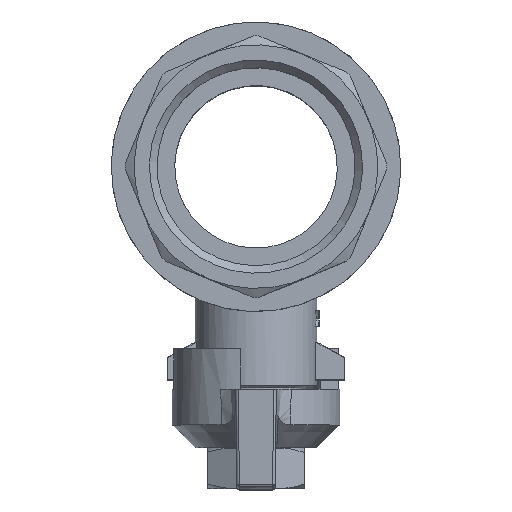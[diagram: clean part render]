
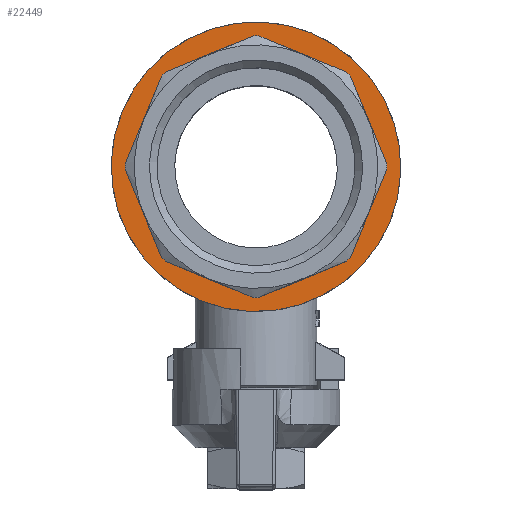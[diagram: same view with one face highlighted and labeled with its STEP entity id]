
A CAD part, top view. The second image highlights one B-rep face of the part: STEP entity #22449.
In plain terms, the highlighted planar face has unit normal (0, 0, 1).
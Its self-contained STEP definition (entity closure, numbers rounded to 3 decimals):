
#1917=PLANE('',#32295);
#3042=LINE('',#44225,#4424);
#3043=LINE('',#44229,#4425);
#3044=LINE('',#44233,#4426);
#3045=LINE('',#44237,#4427);
#3046=LINE('',#44241,#4428);
#3047=LINE('',#44245,#4429);
#3048=LINE('',#44249,#4430);
#3049=LINE('',#44253,#4431);
#4424=VECTOR('',#35799,1000.);
#4425=VECTOR('',#35802,1000.);
#4426=VECTOR('',#35805,1000.);
#4427=VECTOR('',#35808,1000.);
#4428=VECTOR('',#35811,1000.);
#4429=VECTOR('',#35814,1000.);
#4430=VECTOR('',#35817,1000.);
#4431=VECTOR('',#35820,1000.);
#5950=ORIENTED_EDGE('',*,*,#13029,.T.);
#5951=ORIENTED_EDGE('',*,*,#13031,.F.);
#5952=ORIENTED_EDGE('',*,*,#13032,.T.);
#5953=ORIENTED_EDGE('',*,*,#13033,.F.);
#5954=ORIENTED_EDGE('',*,*,#13034,.T.);
#5955=ORIENTED_EDGE('',*,*,#13035,.F.);
#5956=ORIENTED_EDGE('',*,*,#13036,.T.);
#5957=ORIENTED_EDGE('',*,*,#13037,.F.);
#5958=ORIENTED_EDGE('',*,*,#13038,.T.);
#5959=ORIENTED_EDGE('',*,*,#13039,.F.);
#5960=ORIENTED_EDGE('',*,*,#13040,.T.);
#5961=ORIENTED_EDGE('',*,*,#13041,.F.);
#5962=ORIENTED_EDGE('',*,*,#13042,.T.);
#5963=ORIENTED_EDGE('',*,*,#13043,.F.);
#5964=ORIENTED_EDGE('',*,*,#13044,.T.);
#5965=ORIENTED_EDGE('',*,*,#13045,.F.);
#5966=ORIENTED_EDGE('',*,*,#13046,.T.);
#13029=EDGE_CURVE('',#16589,#16589,#18952,.T.);
#13031=EDGE_CURVE('',#16591,#16592,#18954,.T.);
#13032=EDGE_CURVE('',#16591,#16593,#3042,.T.);
#13033=EDGE_CURVE('',#16594,#16593,#18955,.T.);
#13034=EDGE_CURVE('',#16594,#16595,#3043,.T.);
#13035=EDGE_CURVE('',#16596,#16595,#18956,.T.);
#13036=EDGE_CURVE('',#16596,#16597,#3044,.T.);
#13037=EDGE_CURVE('',#16598,#16597,#18957,.T.);
#13038=EDGE_CURVE('',#16598,#16599,#3045,.T.);
#13039=EDGE_CURVE('',#16600,#16599,#18958,.T.);
#13040=EDGE_CURVE('',#16600,#16601,#3046,.T.);
#13041=EDGE_CURVE('',#16602,#16601,#18959,.T.);
#13042=EDGE_CURVE('',#16602,#16603,#3047,.T.);
#13043=EDGE_CURVE('',#16604,#16603,#18960,.T.);
#13044=EDGE_CURVE('',#16604,#16605,#3048,.T.);
#13045=EDGE_CURVE('',#16606,#16605,#18961,.T.);
#13046=EDGE_CURVE('',#16606,#16592,#3049,.T.);
#16589=VERTEX_POINT('',#44218);
#16591=VERTEX_POINT('',#44223);
#16592=VERTEX_POINT('',#44224);
#16593=VERTEX_POINT('',#44226);
#16594=VERTEX_POINT('',#44228);
#16595=VERTEX_POINT('',#44230);
#16596=VERTEX_POINT('',#44232);
#16597=VERTEX_POINT('',#44234);
#16598=VERTEX_POINT('',#44236);
#16599=VERTEX_POINT('',#44238);
#16600=VERTEX_POINT('',#44240);
#16601=VERTEX_POINT('',#44242);
#16602=VERTEX_POINT('',#44244);
#16603=VERTEX_POINT('',#44246);
#16604=VERTEX_POINT('',#44248);
#16605=VERTEX_POINT('',#44250);
#16606=VERTEX_POINT('',#44252);
#18952=CIRCLE('',#32293,28.5);
#18954=CIRCLE('',#32296,25.75);
#18955=CIRCLE('',#32297,25.75);
#18956=CIRCLE('',#32298,25.75);
#18957=CIRCLE('',#32299,25.75);
#18958=CIRCLE('',#32300,25.75);
#18959=CIRCLE('',#32301,25.75);
#18960=CIRCLE('',#32302,25.75);
#18961=CIRCLE('',#32303,25.75);
#19420=EDGE_LOOP('',(#5950));
#19421=EDGE_LOOP('',(#5951,#5952,#5953,#5954,#5955,#5956,#5957,#5958,#5959,
#5960,#5961,#5962,#5963,#5964,#5965,#5966));
#20875=FACE_BOUND('',#19420,.T.);
#20876=FACE_BOUND('',#19421,.T.);
#22449=ADVANCED_FACE('',(#20875,#20876),#1917,.T.);
#32293=AXIS2_PLACEMENT_3D('',#44217,#35791,#35792);
#32295=AXIS2_PLACEMENT_3D('',#44221,#35795,#35796);
#32296=AXIS2_PLACEMENT_3D('',#44222,#35797,#35798);
#32297=AXIS2_PLACEMENT_3D('',#44227,#35800,#35801);
#32298=AXIS2_PLACEMENT_3D('',#44231,#35803,#35804);
#32299=AXIS2_PLACEMENT_3D('',#44235,#35806,#35807);
#32300=AXIS2_PLACEMENT_3D('',#44239,#35809,#35810);
#32301=AXIS2_PLACEMENT_3D('',#44243,#35812,#35813);
#32302=AXIS2_PLACEMENT_3D('',#44247,#35815,#35816);
#32303=AXIS2_PLACEMENT_3D('',#44251,#35818,#35819);
#35791=DIRECTION('',(0.,0.,1.));
#35792=DIRECTION('',(1.,0.,0.));
#35795=DIRECTION('',(0.,0.,1.));
#35796=DIRECTION('',(1.,0.,0.));
#35797=DIRECTION('',(0.,0.,1.));
#35798=DIRECTION('',(1.,0.,0.));
#35799=DIRECTION('',(-0.707,0.707,0.));
#35800=DIRECTION('',(0.,0.,1.));
#35801=DIRECTION('',(1.,0.,0.));
#35802=DIRECTION('',(0.,1.,0.));
#35803=DIRECTION('',(0.,0.,1.));
#35804=DIRECTION('',(1.,0.,0.));
#35805=DIRECTION('',(0.707,0.707,0.));
#35806=DIRECTION('',(0.,0.,1.));
#35807=DIRECTION('',(1.,0.,0.));
#35808=DIRECTION('',(1.,0.,0.));
#35809=DIRECTION('',(0.,0.,1.));
#35810=DIRECTION('',(1.,0.,0.));
#35811=DIRECTION('',(0.707,-0.707,0.));
#35812=DIRECTION('',(0.,0.,1.));
#35813=DIRECTION('',(1.,0.,0.));
#35814=DIRECTION('',(0.,-1.,0.));
#35815=DIRECTION('',(0.,0.,1.));
#35816=DIRECTION('',(1.,0.,0.));
#35817=DIRECTION('',(-0.707,-0.707,0.));
#35818=DIRECTION('',(0.,0.,1.));
#35819=DIRECTION('',(1.,0.,0.));
#35820=DIRECTION('',(-1.,0.,0.));
#44217=CARTESIAN_POINT('',(0.,0.,62.));
#44218=CARTESIAN_POINT('',(28.5,0.,62.));
#44221=CARTESIAN_POINT('',(-6.945,-26.482,62.));
#44222=CARTESIAN_POINT('',(0.,0.,62.));
#44223=CARTESIAN_POINT('',(-10.373,-23.568,62.));
#44224=CARTESIAN_POINT('',(-9.331,-24.,62.));
#44225=CARTESIAN_POINT('',(-6.945,-26.996,62.));
#44226=CARTESIAN_POINT('',(-23.568,-10.373,62.));
#44227=CARTESIAN_POINT('',(0.,0.,62.));
#44228=CARTESIAN_POINT('',(-24.,-9.331,62.));
#44229=CARTESIAN_POINT('',(-24.,-26.482,62.));
#44230=CARTESIAN_POINT('',(-24.,9.331,62.));
#44231=CARTESIAN_POINT('',(0.,0.,62.));
#44232=CARTESIAN_POINT('',(-23.568,10.373,62.));
#44233=CARTESIAN_POINT('',(-6.945,26.996,62.));
#44234=CARTESIAN_POINT('',(-10.373,23.568,62.));
#44235=CARTESIAN_POINT('',(0.,0.,62.));
#44236=CARTESIAN_POINT('',(-9.331,24.,62.));
#44237=CARTESIAN_POINT('',(-6.945,24.,62.));
#44238=CARTESIAN_POINT('',(9.331,24.,62.));
#44239=CARTESIAN_POINT('',(0.,0.,62.));
#44240=CARTESIAN_POINT('',(10.373,23.568,62.));
#44241=CARTESIAN_POINT('',(60.423,-26.482,62.));
#44242=CARTESIAN_POINT('',(23.568,10.373,62.));
#44243=CARTESIAN_POINT('',(0.,0.,62.));
#44244=CARTESIAN_POINT('',(24.,9.331,62.));
#44245=CARTESIAN_POINT('',(24.,-26.482,62.));
#44246=CARTESIAN_POINT('',(24.,-9.331,62.));
#44247=CARTESIAN_POINT('',(0.,0.,62.));
#44248=CARTESIAN_POINT('',(23.568,-10.373,62.));
#44249=CARTESIAN_POINT('',(7.459,-26.482,62.));
#44250=CARTESIAN_POINT('',(10.373,-23.568,62.));
#44251=CARTESIAN_POINT('',(0.,0.,62.));
#44252=CARTESIAN_POINT('',(9.331,-24.,62.));
#44253=CARTESIAN_POINT('',(-6.945,-24.,62.));
